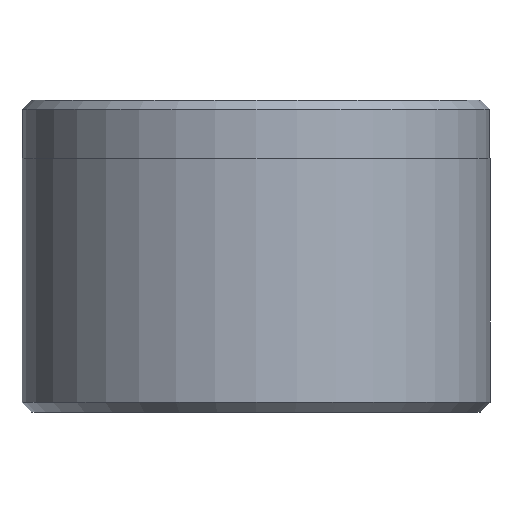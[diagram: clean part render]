
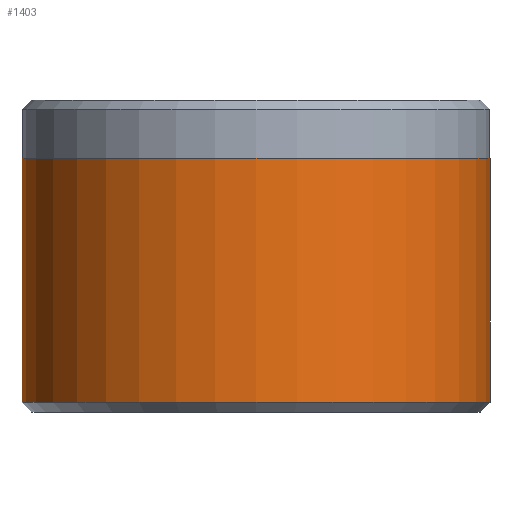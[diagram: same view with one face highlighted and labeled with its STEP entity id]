
A CAD part, front view. The second image highlights one B-rep face of the part: STEP entity #1403.
In plain terms, the highlighted cylindrical face has radius 12 mm (diameter 24 mm), a partial arc.
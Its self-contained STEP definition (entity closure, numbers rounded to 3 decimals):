
#20 = CARTESIAN_POINT ( 'NONE',  ( 0., 0., 13. ) ) ;
#27 = FACE_OUTER_BOUND ( 'NONE', #1877, .T. ) ;
#70 = VERTEX_POINT ( 'NONE', #1743 ) ;
#188 = VERTEX_POINT ( 'NONE', #829 ) ;
#198 = DIRECTION ( 'NONE',  ( 1., 0., 0. ) ) ;
#215 = CARTESIAN_POINT ( 'NONE',  ( -12., 0., 16. ) ) ;
#243 = DIRECTION ( 'NONE',  ( 0., 0., -1. ) ) ;
#280 = CIRCLE ( 'NONE', #1004, 12. ) ;
#460 = CARTESIAN_POINT ( 'NONE',  ( 12., 0., 16. ) ) ;
#472 = EDGE_CURVE ( 'NONE', #1821, #188, #501, .T. ) ;
#501 = CIRCLE ( 'NONE', #1576, 12. ) ;
#541 = CARTESIAN_POINT ( 'NONE',  ( -12., 0., 0.5 ) ) ;
#591 = ORIENTED_EDGE ( 'NONE', *, *, #1253, .F. ) ;
#619 = CARTESIAN_POINT ( 'NONE',  ( 0., 0., 16. ) ) ;
#623 = VECTOR ( 'NONE', #243, 1000. ) ;
#640 = ORIENTED_EDGE ( 'NONE', *, *, #2080, .F. ) ;
#644 = DIRECTION ( 'NONE',  ( 1., 0., 0. ) ) ;
#649 = DIRECTION ( 'NONE',  ( 0., 0., 1. ) ) ;
#653 = CARTESIAN_POINT ( 'NONE',  ( 0., 0., 0.5 ) ) ;
#656 = CARTESIAN_POINT ( 'NONE',  ( -12., 0., 13. ) ) ;
#692 = ORIENTED_EDGE ( 'NONE', *, *, #1802, .T. ) ;
#810 = LINE ( 'NONE', #215, #1632 ) ;
#829 = CARTESIAN_POINT ( 'NONE',  ( 12., 0., 0.5 ) ) ;
#1004 = AXIS2_PLACEMENT_3D ( 'NONE', #20, #1168, #198 ) ;
#1168 = DIRECTION ( 'NONE',  ( 0., 0., 1. ) ) ;
#1224 = CYLINDRICAL_SURFACE ( 'NONE', #1894, 12. ) ;
#1253 = EDGE_CURVE ( 'NONE', #70, #188, #1494, .T. ) ;
#1263 = DIRECTION ( 'NONE',  ( -1., 0., 0. ) ) ;
#1308 = VERTEX_POINT ( 'NONE', #656 ) ;
#1403 = ADVANCED_FACE ( 'NONE', ( #27 ), #1224, .T. ) ;
#1494 = LINE ( 'NONE', #460, #623 ) ;
#1576 = AXIS2_PLACEMENT_3D ( 'NONE', #653, #649, #644 ) ;
#1632 = VECTOR ( 'NONE', #1989, 1000. ) ;
#1743 = CARTESIAN_POINT ( 'NONE',  ( 12., 0., 13. ) ) ;
#1757 = DIRECTION ( 'NONE',  ( 0., 0., -1. ) ) ;
#1802 = EDGE_CURVE ( 'NONE', #1308, #1821, #810, .T. ) ;
#1821 = VERTEX_POINT ( 'NONE', #541 ) ;
#1877 = EDGE_LOOP ( 'NONE', ( #591, #640, #692, #1905 ) ) ;
#1894 = AXIS2_PLACEMENT_3D ( 'NONE', #619, #1757, #1263 ) ;
#1905 = ORIENTED_EDGE ( 'NONE', *, *, #472, .T. ) ;
#1989 = DIRECTION ( 'NONE',  ( 0., 0., -1. ) ) ;
#2080 = EDGE_CURVE ( 'NONE', #1308, #70, #280, .T. ) ;
